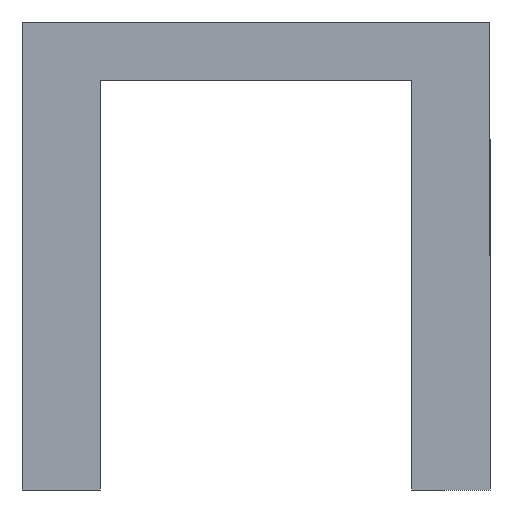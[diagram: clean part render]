
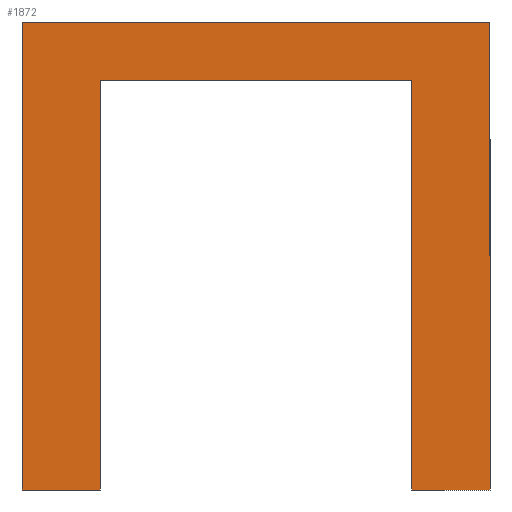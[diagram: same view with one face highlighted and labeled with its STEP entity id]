
A CAD part, front view. The second image highlights one B-rep face of the part: STEP entity #1872.
In plain terms, the highlighted planar face has unit normal (0, -1, 0).
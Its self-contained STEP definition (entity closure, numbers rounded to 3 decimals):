
#165 = CARTESIAN_POINT ( 'NONE',  ( -6., 0., 1.5 ) ) ;
#239 = DIRECTION ( 'NONE',  ( -1., 0., 0. ) ) ;
#252 = VERTEX_POINT ( 'NONE', #3760 ) ;
#312 = LINE ( 'NONE', #3832, #2570 ) ;
#423 = DIRECTION ( 'NONE',  ( 0., 0., -1. ) ) ;
#453 = EDGE_LOOP ( 'NONE', ( #1471, #3053, #1341, #3763, #1558, #2345, #1475, #1317 ) ) ;
#466 = VERTEX_POINT ( 'NONE', #1336 ) ;
#480 = CARTESIAN_POINT ( 'NONE',  ( 4., 0., 0. ) ) ;
#509 = LINE ( 'NONE', #165, #3360 ) ;
#514 = DIRECTION ( 'NONE',  ( 1., 0., 0. ) ) ;
#546 = DIRECTION ( 'NONE',  ( 0., 0., 1. ) ) ;
#671 = DIRECTION ( 'NONE',  ( 0., 0., 1. ) ) ;
#697 = VERTEX_POINT ( 'NONE', #2763 ) ;
#913 = VERTEX_POINT ( 'NONE', #1345 ) ;
#922 = VERTEX_POINT ( 'NONE', #2887 ) ;
#982 = VECTOR ( 'NONE', #3074, 1000. ) ;
#1317 = ORIENTED_EDGE ( 'NONE', *, *, #2308, .F. ) ;
#1319 = CARTESIAN_POINT ( 'NONE',  ( 0., 0., 0. ) ) ;
#1336 = CARTESIAN_POINT ( 'NONE',  ( 4., 0., 0. ) ) ;
#1341 = ORIENTED_EDGE ( 'NONE', *, *, #3522, .F. ) ;
#1345 = CARTESIAN_POINT ( 'NONE',  ( 6., 0., 1.5 ) ) ;
#1357 = CARTESIAN_POINT ( 'NONE',  ( -4., 0., 0. ) ) ;
#1471 = ORIENTED_EDGE ( 'NONE', *, *, #3810, .F. ) ;
#1475 = ORIENTED_EDGE ( 'NONE', *, *, #3142, .F. ) ;
#1518 = LINE ( 'NONE', #3393, #2418 ) ;
#1533 = CARTESIAN_POINT ( 'NONE',  ( 4., 0., -10.5 ) ) ;
#1558 = ORIENTED_EDGE ( 'NONE', *, *, #3889, .F. ) ;
#1563 = VERTEX_POINT ( 'NONE', #2999 ) ;
#1609 = CARTESIAN_POINT ( 'NONE',  ( -4., 0., 0. ) ) ;
#1666 = VECTOR ( 'NONE', #2261, 1000. ) ;
#1825 = LINE ( 'NONE', #3650, #982 ) ;
#1845 = AXIS2_PLACEMENT_3D ( 'NONE', #1319, #2257, #671 ) ;
#1872 = ADVANCED_FACE ( 'NONE', ( #3080 ), #3208, .F. ) ;
#2007 = LINE ( 'NONE', #1533, #4058 ) ;
#2114 = LINE ( 'NONE', #480, #2965 ) ;
#2171 = LINE ( 'NONE', #3776, #3565 ) ;
#2183 = EDGE_CURVE ( 'NONE', #466, #3382, #1825, .T. ) ;
#2238 = DIRECTION ( 'NONE',  ( -1., 0., 0. ) ) ;
#2257 = DIRECTION ( 'NONE',  ( 0., 1., 0. ) ) ;
#2261 = DIRECTION ( 'NONE',  ( 0., 0., -1. ) ) ;
#2308 = EDGE_CURVE ( 'NONE', #3994, #252, #2171, .T. ) ;
#2345 = ORIENTED_EDGE ( 'NONE', *, *, #3150, .F. ) ;
#2418 = VECTOR ( 'NONE', #3693, 1000. ) ;
#2419 = LINE ( 'NONE', #1609, #1666 ) ;
#2570 = VECTOR ( 'NONE', #423, 1000. ) ;
#2763 = CARTESIAN_POINT ( 'NONE',  ( 6., 0., -10.5 ) ) ;
#2887 = CARTESIAN_POINT ( 'NONE',  ( 4., 0., -10.5 ) ) ;
#2965 = VECTOR ( 'NONE', #546, 1000. ) ;
#2999 = CARTESIAN_POINT ( 'NONE',  ( -6., 0., 1.5 ) ) ;
#3053 = ORIENTED_EDGE ( 'NONE', *, *, #2183, .F. ) ;
#3074 = DIRECTION ( 'NONE',  ( -1., 0., 0. ) ) ;
#3080 = FACE_OUTER_BOUND ( 'NONE', #453, .T. ) ;
#3142 = EDGE_CURVE ( 'NONE', #252, #1563, #1518, .T. ) ;
#3150 = EDGE_CURVE ( 'NONE', #1563, #913, #509, .T. ) ;
#3208 = PLANE ( 'NONE',  #1845 ) ;
#3360 = VECTOR ( 'NONE', #514, 1000. ) ;
#3382 = VERTEX_POINT ( 'NONE', #1357 ) ;
#3393 = CARTESIAN_POINT ( 'NONE',  ( -6., 0., -10.5 ) ) ;
#3522 = EDGE_CURVE ( 'NONE', #922, #466, #2114, .T. ) ;
#3565 = VECTOR ( 'NONE', #2238, 1000. ) ;
#3650 = CARTESIAN_POINT ( 'NONE',  ( 4., 0., 0. ) ) ;
#3693 = DIRECTION ( 'NONE',  ( 0., 0., 1. ) ) ;
#3704 = EDGE_CURVE ( 'NONE', #697, #922, #2007, .T. ) ;
#3760 = CARTESIAN_POINT ( 'NONE',  ( -6., 0., -10.5 ) ) ;
#3763 = ORIENTED_EDGE ( 'NONE', *, *, #3704, .F. ) ;
#3776 = CARTESIAN_POINT ( 'NONE',  ( -4., 0., -10.5 ) ) ;
#3810 = EDGE_CURVE ( 'NONE', #3382, #3994, #2419, .T. ) ;
#3832 = CARTESIAN_POINT ( 'NONE',  ( 6., 0., -10.5 ) ) ;
#3889 = EDGE_CURVE ( 'NONE', #913, #697, #312, .T. ) ;
#3899 = CARTESIAN_POINT ( 'NONE',  ( -4., 0., -10.5 ) ) ;
#3994 = VERTEX_POINT ( 'NONE', #3899 ) ;
#4058 = VECTOR ( 'NONE', #239, 1000. ) ;
